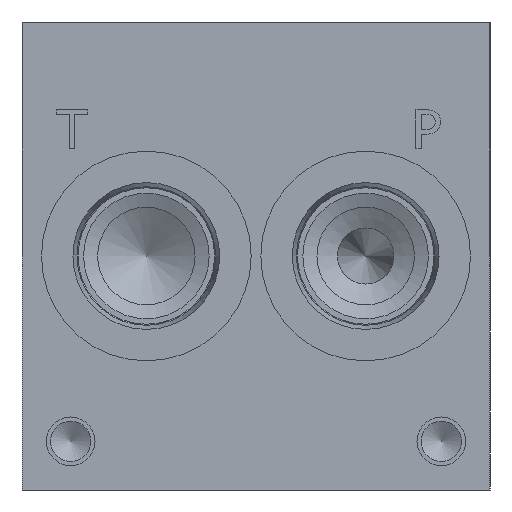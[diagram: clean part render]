
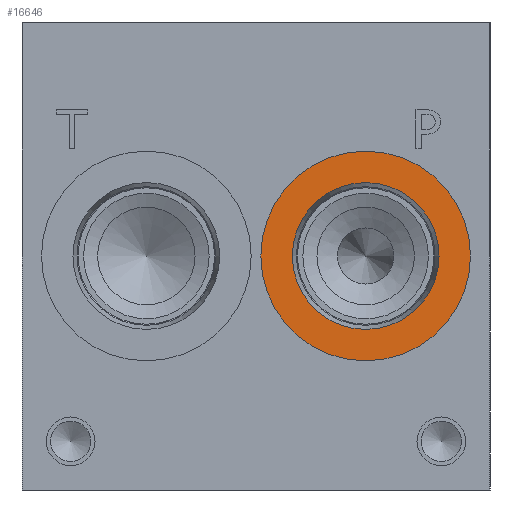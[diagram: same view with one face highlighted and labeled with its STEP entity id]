
A CAD part, left-side view. The second image highlights one B-rep face of the part: STEP entity #16646.
In plain terms, the highlighted planar face has unit normal (-1, 0, 0).
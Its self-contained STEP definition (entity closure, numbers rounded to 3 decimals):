
#704=CIRCLE('',#17791,17.069);
#705=CIRCLE('',#17792,17.069);
#706=CIRCLE('',#17793,11.951);
#860=FACE_BOUND('',#3312,.T.);
#2326=FACE_OUTER_BOUND('',#3311,.T.);
#3311=EDGE_LOOP('',(#14567,#14568));
#3312=EDGE_LOOP('',(#14569));
#7812=VERTEX_POINT('',#28839);
#7813=VERTEX_POINT('',#28840);
#7814=VERTEX_POINT('',#28843);
#10110=EDGE_CURVE('',#7812,#7813,#704,.T.);
#10111=EDGE_CURVE('',#7813,#7812,#705,.T.);
#10112=EDGE_CURVE('',#7814,#7814,#706,.T.);
#14567=ORIENTED_EDGE('',*,*,#10110,.T.);
#14568=ORIENTED_EDGE('',*,*,#10111,.T.);
#14569=ORIENTED_EDGE('',*,*,#10112,.F.);
#15239=PLANE('',#17790);
#16646=ADVANCED_FACE('',(#2326,#860),#15239,.T.);
#17790=AXIS2_PLACEMENT_3D('',#28838,#21461,#21462);
#17791=AXIS2_PLACEMENT_3D('',#28841,#21463,#21464);
#17792=AXIS2_PLACEMENT_3D('',#28842,#21465,#21466);
#17793=AXIS2_PLACEMENT_3D('',#28844,#21467,#21468);
#21461=DIRECTION('center_axis',(-1.,0.,0.));
#21462=DIRECTION('ref_axis',(0.,1.,0.));
#21463=DIRECTION('center_axis',(-1.,0.,0.));
#21464=DIRECTION('ref_axis',(0.,1.,0.));
#21465=DIRECTION('center_axis',(-1.,0.,0.));
#21466=DIRECTION('ref_axis',(0.,1.,0.));
#21467=DIRECTION('center_axis',(-1.,0.,0.));
#21468=DIRECTION('ref_axis',(0.,1.,0.));
#28838=CARTESIAN_POINT('Origin',(0.787,20.244,38.1));
#28839=CARTESIAN_POINT('',(0.787,37.313,38.1));
#28840=CARTESIAN_POINT('',(0.787,3.175,38.1));
#28841=CARTESIAN_POINT('Origin',(0.787,20.244,38.1));
#28842=CARTESIAN_POINT('Origin',(0.787,20.244,38.1));
#28843=CARTESIAN_POINT('',(0.787,8.293,38.1));
#28844=CARTESIAN_POINT('Origin',(0.787,20.244,38.1));
